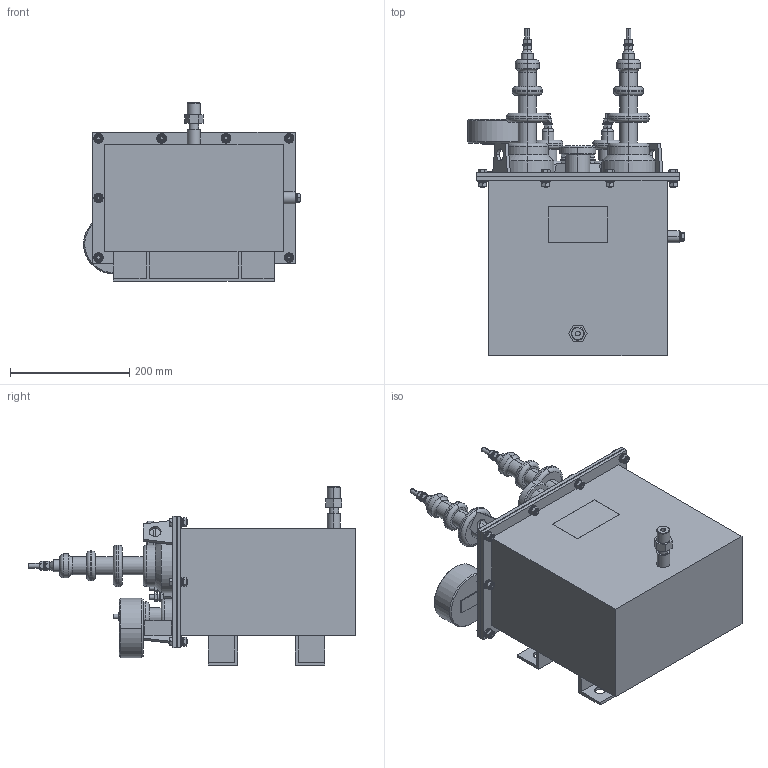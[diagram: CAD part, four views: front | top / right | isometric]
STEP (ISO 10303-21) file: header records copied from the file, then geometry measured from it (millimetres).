
FILE_DESCRIPTION (( 'STEP AP214' ), '1' );
FILE_NAME ('ﾎﾌ-0,63-6-1 ﾓﾕﾋ1_ﾎﾌ-0,63-10-1 ﾓﾕﾋ1_ﾎﾌ-1,25-6-1 ﾓﾕﾋ1_ﾎﾌ-1,25-10-1 ﾓﾕﾋ1.STEP', '2023-08-10T19:55:27', ( '' ), ( '' ), 'SwSTEP 2.0', 'SolidWorks 2019', '' );
FILE_SCHEMA (( 'AUTOMOTIVE_DESIGN' ));
Length unit declared in the file: millimetre
Products named in the file (1): ﾎﾌ-0,63-6-1 ﾓﾕﾋ1_ﾎﾌ-0,63-10-1 ﾓﾕﾋ1_ﾎﾌ-1,25-6-1 ﾓﾕﾋ1_ﾎﾌ-1,25-10-1 ﾓﾕﾋ1
Bounding box: 363.9 x 550 x 300 mm (x, y, z)
Volume: 18770414.3 mm3; surface area: 771705.1 mm2
Topology: 84 solids, 85 shells, 1627 faces, 3847 edges, 2466 vertices
Faces by surface type: plane 734, cylinder 336, cone 322, bspline 169, torus 66
Entity records: 73263 total; most frequent: CARTESIAN_POINT 18300, ORIENTED_EDGE 7694, DIRECTION 6911, EDGE_CURVE 3847, AXIS2_PLACEMENT_3D 2573, VERTEX_POINT 2466, EDGE_LOOP 1837, LINE 1765
